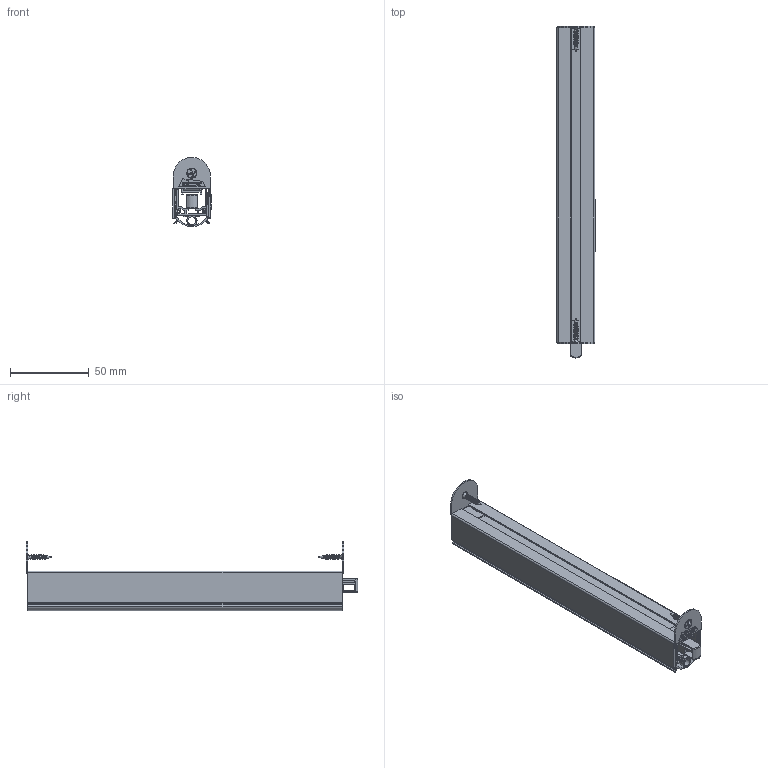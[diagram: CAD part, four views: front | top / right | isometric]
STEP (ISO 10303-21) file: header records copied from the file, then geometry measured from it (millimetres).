
FILE_DESCRIPTION(/* description */ ('Unknown'),/* implementation_level */ '2;1');
FILE_NAME(/* name */ '1-955_Rainstop-L2420WS_3D',/* time_stamp */ '2021-06-08T10:05:20+02:00',/* author */ ('Unknown'),/* organization */ ('Unknown'),/* preprocessor_version */ 'ST-DEVELOPER v16.7',/* originating_system */ 'Solid Edge',/* authorisation */ 'Unknown');
FILE_SCHEMA (('AUTOMOTIVE_DESIGN {1 0 10303 214 3 1 1}'));
Length unit declared in the file: millimetre
Products named in the file (13): 29281_Bodendichtung; AP_621; AP_622; 16421_Auslösergarnitur_oa_0; 13969; 31234_Befestigungswinkel; 21890_Befestigungsschraube; 18780_Dichtschlauch_Schlagreg.; 29283_Etikett_3D__Rainstop_L-24_20_WS; 26541_Etikett_Athmer_klein_kurz; 31110_Athmer_Logo__ab_2021_; 29284_Text__Athmer_Rainstop_L-24_20_WS; 18524_Dichtprofil_Entwurf_04
Assembly tree (14 placements, depth 3):
  29281_Bodendichtung
    AP_621
    AP_622
    16421_Auslösergarnitur_oa_0
      13969
    31234_Befestigungswinkel  x2
    21890_Befestigungsschraube  x2
    18780_Dichtschlauch_Schlagreg.
    29283_Etikett_3D__Rainstop_L-24_20_WS
      26541_Etikett_Athmer_klein_kurz
      31110_Athmer_Logo__ab_2021_
      29284_Text__Athmer_Rainstop_L-24_20_WS
    18524_Dichtprofil_Entwurf_04
Bounding box: 24.2 x 210.99 x 43.96 mm (x, y, z)
Volume: 48809.1 mm3; surface area: 102423.9 mm2
Topology: 39 solids, 39 shells, 1062 faces, 2822 edges, 1866 vertices
Faces by surface type: plane 696, cylinder 191, bspline 147, torus 15, cone 13
Full cylindrical faces by diameter (mm): 1.003 x2, 4.134 x1, 5 x1, 6.132 x2
Entity records: 31936 total; most frequent: CARTESIAN_POINT 11172, ORIENTED_EDGE 4518, DIRECTION 3564, EDGE_CURVE 2259, VERTEX_POINT 1508, LINE 1414, VECTOR 1414, AXIS2_PLACEMENT_3D 1075
